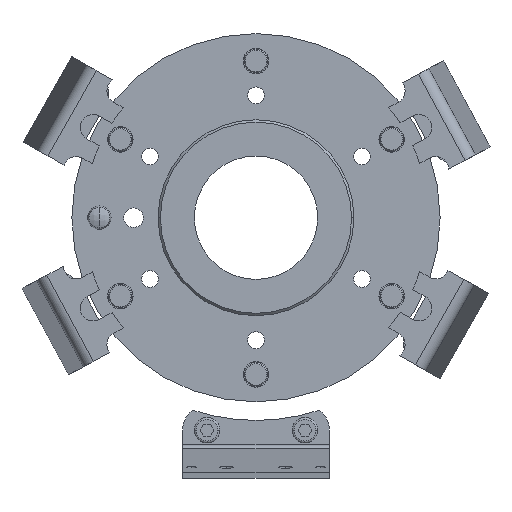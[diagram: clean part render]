
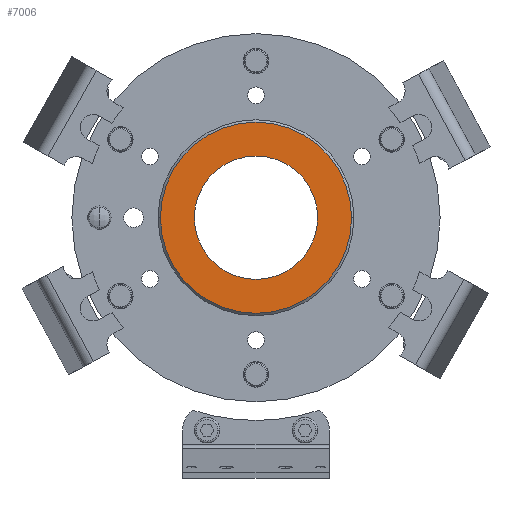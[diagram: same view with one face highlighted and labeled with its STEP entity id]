
A CAD part, front view. The second image highlights one B-rep face of the part: STEP entity #7006.
In plain terms, the highlighted planar face has unit normal (0, -1, 0).
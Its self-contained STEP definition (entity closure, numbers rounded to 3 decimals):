
#716 = VERTEX_POINT ( 'NONE', #34836 ) ;
#2679 = CIRCLE ( 'NONE', #34815, 48.8 ) ;
#5535 = CARTESIAN_POINT ( 'NONE',  ( 0., -5.5, 0. ) ) ;
#7006 = ADVANCED_FACE ( 'NONE', ( #38642, #44169 ), #59798, .F. ) ;
#9913 = EDGE_CURVE ( 'NONE', #42388, #17935, #33556, .T. ) ;
#14876 = ORIENTED_EDGE ( 'NONE', *, *, #53705, .F. ) ;
#15793 = EDGE_CURVE ( 'NONE', #716, #67126, #67538, .T. ) ;
#16440 = CARTESIAN_POINT ( 'NONE',  ( 48.8, -5.5, 0. ) ) ;
#17935 = VERTEX_POINT ( 'NONE', #39722 ) ;
#19741 = DIRECTION ( 'NONE',  ( 0., -1., 0. ) ) ;
#24952 = CARTESIAN_POINT ( 'NONE',  ( 0., -5.5, -50. ) ) ;
#25854 = CARTESIAN_POINT ( 'NONE',  ( 0., -5.5, 0. ) ) ;
#25990 = DIRECTION ( 'NONE',  ( -1., 0., 0. ) ) ;
#26705 = DIRECTION ( 'NONE',  ( 1., 0., 0. ) ) ;
#30175 = CARTESIAN_POINT ( 'NONE',  ( 0., -5.5, 0. ) ) ;
#30482 = ORIENTED_EDGE ( 'NONE', *, *, #15793, .T. ) ;
#30698 = EDGE_CURVE ( 'NONE', #67126, #716, #2679, .T. ) ;
#32812 = ORIENTED_EDGE ( 'NONE', *, *, #9913, .F. ) ;
#33464 = EDGE_LOOP ( 'NONE', ( #65637, #30482 ) ) ;
#33556 = CIRCLE ( 'NONE', #39064, 31.5 ) ;
#34815 = AXIS2_PLACEMENT_3D ( 'NONE', #5535, #53116, #26705 ) ;
#34836 = CARTESIAN_POINT ( 'NONE',  ( -48.8, -5.5, 0. ) ) ;
#35390 = AXIS2_PLACEMENT_3D ( 'NONE', #25854, #42211, #36982 ) ;
#35451 = CARTESIAN_POINT ( 'NONE',  ( 0., -5.5, 0. ) ) ;
#36132 = CARTESIAN_POINT ( 'NONE',  ( -31.5, -5.5, 0. ) ) ;
#36982 = DIRECTION ( 'NONE',  ( 1., 0., 0. ) ) ;
#38642 = FACE_OUTER_BOUND ( 'NONE', #33464, .T. ) ;
#39064 = AXIS2_PLACEMENT_3D ( 'NONE', #30175, #19741, #25990 ) ;
#39722 = CARTESIAN_POINT ( 'NONE',  ( 31.5, -5.5, 0. ) ) ;
#40281 = DIRECTION ( 'NONE',  ( 1., 0., 0. ) ) ;
#40318 = DIRECTION ( 'NONE',  ( -1., 0., 0. ) ) ;
#42211 = DIRECTION ( 'NONE',  ( 0., -1., 0. ) ) ;
#42388 = VERTEX_POINT ( 'NONE', #36132 ) ;
#44169 = FACE_BOUND ( 'NONE', #59627, .T. ) ;
#45810 = DIRECTION ( 'NONE',  ( 0., 1., 0. ) ) ;
#53116 = DIRECTION ( 'NONE',  ( 0., -1., 0. ) ) ;
#53705 = EDGE_CURVE ( 'NONE', #17935, #42388, #56904, .T. ) ;
#53910 = AXIS2_PLACEMENT_3D ( 'NONE', #24952, #45810, #40281 ) ;
#56904 = CIRCLE ( 'NONE', #60249, 31.5 ) ;
#59627 = EDGE_LOOP ( 'NONE', ( #32812, #14876 ) ) ;
#59798 = PLANE ( 'NONE',  #53910 ) ;
#60249 = AXIS2_PLACEMENT_3D ( 'NONE', #35451, #66731, #40318 ) ;
#65637 = ORIENTED_EDGE ( 'NONE', *, *, #30698, .T. ) ;
#66731 = DIRECTION ( 'NONE',  ( 0., -1., 0. ) ) ;
#67126 = VERTEX_POINT ( 'NONE', #16440 ) ;
#67538 = CIRCLE ( 'NONE', #35390, 48.8 ) ;
